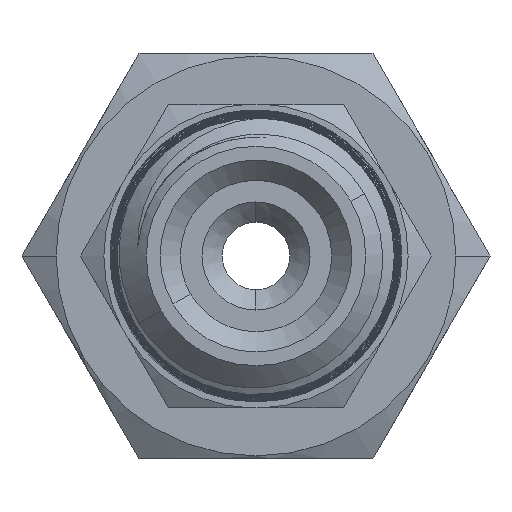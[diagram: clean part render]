
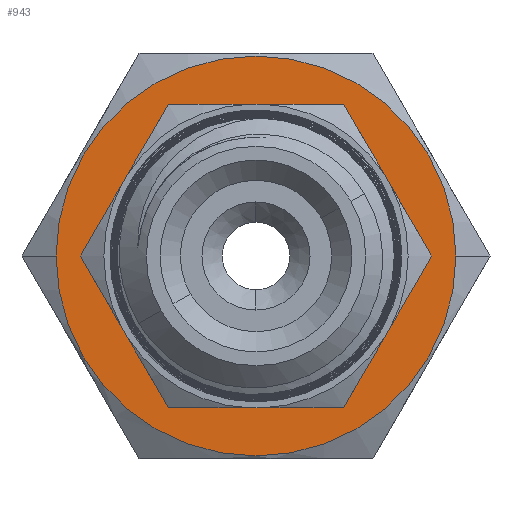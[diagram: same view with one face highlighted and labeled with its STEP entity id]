
A CAD part, left-side view. The second image highlights one B-rep face of the part: STEP entity #943.
In plain terms, the highlighted planar face has unit normal (-1, 0, 0).
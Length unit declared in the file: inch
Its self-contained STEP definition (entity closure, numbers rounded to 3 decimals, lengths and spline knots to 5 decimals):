
#943 = ADVANCED_FACE ( 'NONE', ( #5193, #1048 ), #4823, .T. ) ;
#1048 = FACE_OUTER_BOUND ( 'NONE', #26690, .T. ) ;
#1354 = VERTEX_POINT ( 'NONE', #10821 ) ;
#3199 = CIRCLE ( 'NONE', #15253, 0.20675 ) ;
#4823 = PLANE ( 'NONE',  #20879 ) ;
#4961 = AXIS2_PLACEMENT_3D ( 'NONE', #9658, #9846, #7557 ) ;
#5193 = FACE_BOUND ( 'NONE', #23262, .T. ) ;
#5719 = AXIS2_PLACEMENT_3D ( 'NONE', #20271, #26724, #9389 ) ;
#5958 = ORIENTED_EDGE ( 'NONE', *, *, #15880, .F. ) ;
#6220 = VERTEX_POINT ( 'NONE', #12893 ) ;
#7435 = DIRECTION ( 'NONE',  ( 1., 0., 0. ) ) ;
#7557 = DIRECTION ( 'NONE',  ( 0., 1., 0. ) ) ;
#9052 = CARTESIAN_POINT ( 'NONE',  ( -0.6325, 0.37, 0. ) ) ;
#9389 = DIRECTION ( 'NONE',  ( 0., 1., 0. ) ) ;
#9618 = VERTEX_POINT ( 'NONE', #18134 ) ;
#9658 = CARTESIAN_POINT ( 'NONE',  ( -0.6325, 0., 0. ) ) ;
#9846 = DIRECTION ( 'NONE',  ( 1., 0., 0. ) ) ;
#9882 = EDGE_CURVE ( 'NONE', #9618, #25137, #22821, .T. ) ;
#10821 = CARTESIAN_POINT ( 'NONE',  ( -0.6325, -0.20675, 0. ) ) ;
#11323 = DIRECTION ( 'NONE',  ( 0., 1., 0. ) ) ;
#11804 = CIRCLE ( 'NONE', #22990, 0.20675 ) ;
#12013 = DIRECTION ( 'NONE',  ( 0., 1., 0. ) ) ;
#12893 = CARTESIAN_POINT ( 'NONE',  ( -0.6325, 0.20675, 0. ) ) ;
#13642 = CARTESIAN_POINT ( 'NONE',  ( -0.6325, 0.20675, 0. ) ) ;
#14101 = CARTESIAN_POINT ( 'NONE',  ( -0.6325, 0., 0. ) ) ;
#14125 = CARTESIAN_POINT ( 'NONE',  ( -0.6325, 0., 0. ) ) ;
#15253 = AXIS2_PLACEMENT_3D ( 'NONE', #14101, #16193, #11323 ) ;
#15880 = EDGE_CURVE ( 'NONE', #25137, #9618, #26631, .T. ) ;
#15916 = DIRECTION ( 'NONE',  ( 0., -1., 0. ) ) ;
#16193 = DIRECTION ( 'NONE',  ( 1., 0., 0. ) ) ;
#18134 = CARTESIAN_POINT ( 'NONE',  ( -0.6325, -0.37, 0. ) ) ;
#18862 = ORIENTED_EDGE ( 'NONE', *, *, #20869, .T. ) ;
#20271 = CARTESIAN_POINT ( 'NONE',  ( -0.6325, 0., 0. ) ) ;
#20869 = EDGE_CURVE ( 'NONE', #6220, #1354, #3199, .T. ) ;
#20879 = AXIS2_PLACEMENT_3D ( 'NONE', #13642, #22322, #15916 ) ;
#22322 = DIRECTION ( 'NONE',  ( -1., 0., 0. ) ) ;
#22708 = ORIENTED_EDGE ( 'NONE', *, *, #24174, .T. ) ;
#22821 = CIRCLE ( 'NONE', #4961, 0.37 ) ;
#22990 = AXIS2_PLACEMENT_3D ( 'NONE', #14125, #7435, #12013 ) ;
#23262 = EDGE_LOOP ( 'NONE', ( #18862, #22708 ) ) ;
#24174 = EDGE_CURVE ( 'NONE', #1354, #6220, #11804, .T. ) ;
#25137 = VERTEX_POINT ( 'NONE', #9052 ) ;
#26631 = CIRCLE ( 'NONE', #5719, 0.37 ) ;
#26690 = EDGE_LOOP ( 'NONE', ( #5958, #26745 ) ) ;
#26724 = DIRECTION ( 'NONE',  ( 1., 0., 0. ) ) ;
#26745 = ORIENTED_EDGE ( 'NONE', *, *, #9882, .F. ) ;
